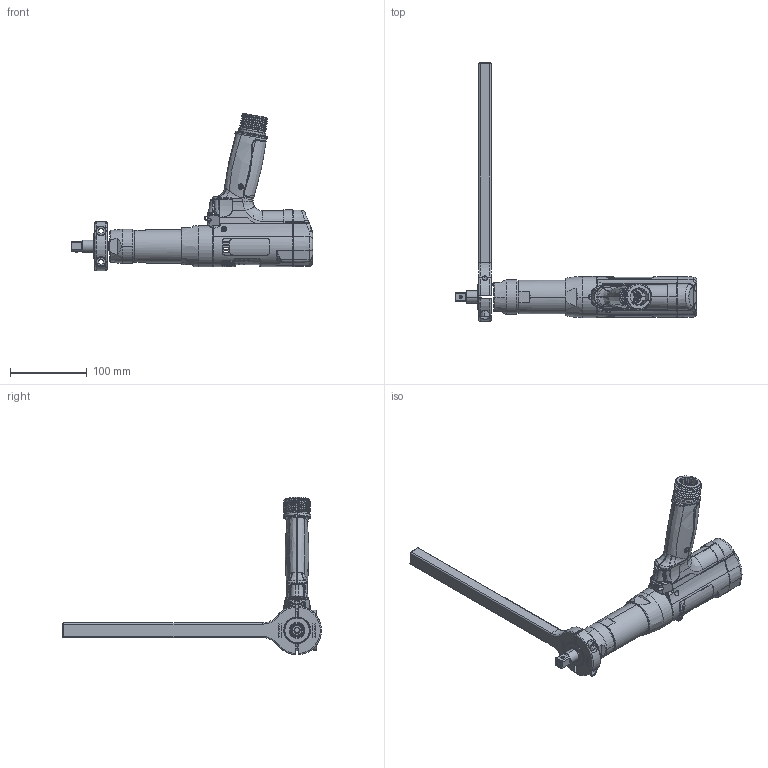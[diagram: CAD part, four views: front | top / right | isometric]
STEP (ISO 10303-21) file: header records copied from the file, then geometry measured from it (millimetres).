
FILE_DESCRIPTION((''),'2;1');
FILE_NAME('EB34PB1-55_ASM_SW0001','2012-01-31T',('MAM0508'),(''),'PRO/ENGINEER BY PARAMETRIC TECHNOLOGY CORPORATION, 2010430','PRO/ENGINEER BY PARAMETRIC TECHNOLOGY CORPORATION, 2010430','');
FILE_SCHEMA(('CONFIG_CONTROL_DESIGN'));
Products named in the file (1): EB34PB1-55_ASM_SW0001
Bounding box: 313.72 x 336.55 x 204.61 mm (x, y, z)
Surface area: 166894.4 mm2 (no closed solid volume)
Topology: 0 solids, 110 shells, 1495 faces, 6975 edges, 5361 vertices
Faces by surface type: plane 537, cylinder 418, bspline 272, cone 134, torus 102, extrusion 19, sphere 13
Entity records: 96298 total; most frequent: CARTESIAN_POINT 47940, ORIENTED_EDGE 9750, DIRECTION 7826, EDGE_CURVE 6970, VERTEX_POINT 5361, VECTOR 2868, B_SPLINE_CURVE_WITH_KNOTS 2865, LINE 2849
